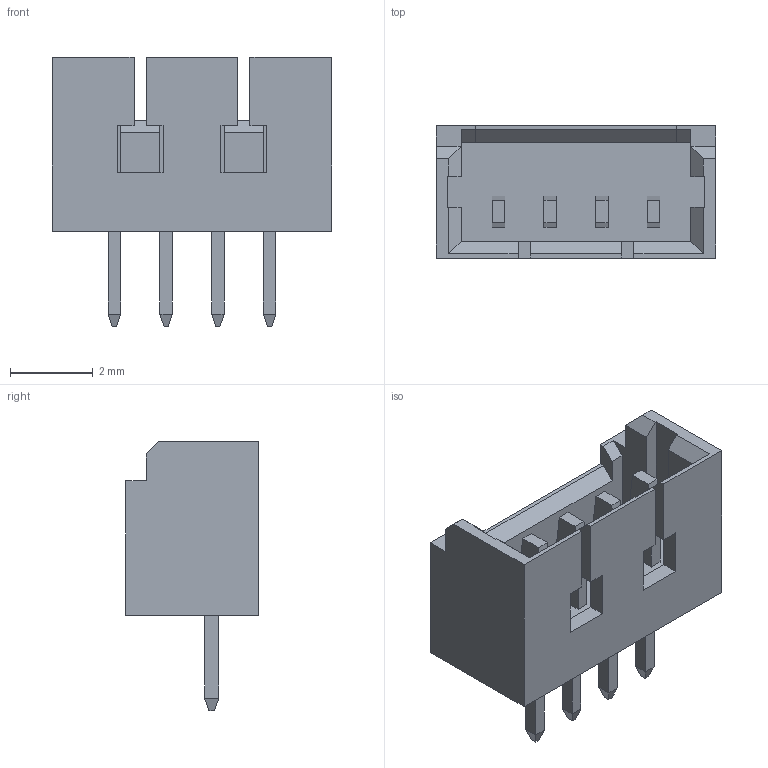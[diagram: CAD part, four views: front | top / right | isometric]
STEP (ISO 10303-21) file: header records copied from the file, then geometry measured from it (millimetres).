
FILE_DESCRIPTION(('FreeCAD Model'),'2;1');
FILE_NAME('10114829-XXX04LFC.step','2020-07-11T07:25:36',( 'kicad StepUp'),('ksu MCAD'),'Open CASCADE STEP processor 7.2', 'FreeCAD','Unknown');
FILE_SCHEMA(('AUTOMOTIVE_DESIGN { 1 0 10303 214 1 1 1 1 }'));
Length unit declared in the file: millimetre
Products named in the file (1): 10114829-XXX04LFC
Bounding box: 6.75 x 3.2 x 6.5 mm (x, y, z)
Volume: 46.3 mm3; surface area: 187.5 mm2
Topology: 1 solids, 1 shells, 118 faces, 304 edges, 196 vertices
Faces by surface type: plane 118
Entity records: 3509 total; most frequent: CARTESIAN_POINT 619, ORIENTED_EDGE 608, DIRECTION 542, EDGE_CURVE 304, LINE 304, VECTOR 304, VERTEX_POINT 196, FACE_BOUND 126
